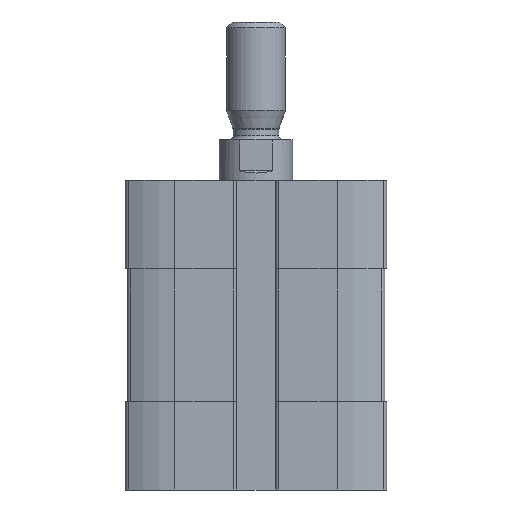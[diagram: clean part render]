
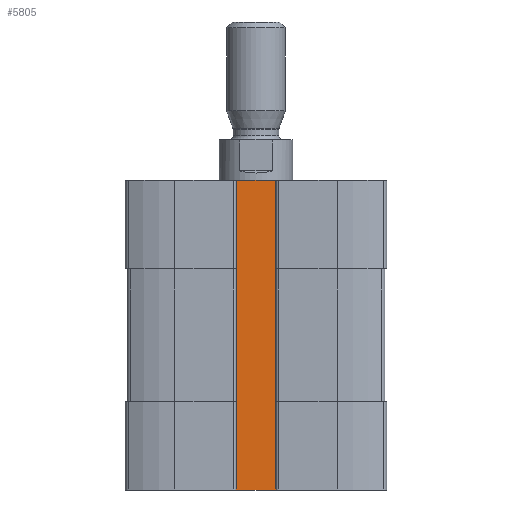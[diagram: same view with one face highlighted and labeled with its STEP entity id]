
A CAD part, front view. The second image highlights one B-rep face of the part: STEP entity #5805.
In plain terms, the highlighted planar face has unit normal (0, -1, 0).
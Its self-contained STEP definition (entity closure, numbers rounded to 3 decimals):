
#46=PLANE('',#6288);
#492=LINE('',#9245,#944);
#493=LINE('',#9247,#945);
#494=LINE('',#9249,#946);
#495=LINE('',#9251,#947);
#944=VECTOR('',#7213,1000.);
#945=VECTOR('',#7216,1000.);
#946=VECTOR('',#7217,1000.);
#947=VECTOR('',#7218,1000.);
#1606=ORIENTED_EDGE('',*,*,#3268,.F.);
#1607=ORIENTED_EDGE('',*,*,#3267,.F.);
#1608=ORIENTED_EDGE('',*,*,#3269,.T.);
#1609=ORIENTED_EDGE('',*,*,#3270,.T.);
#3267=EDGE_CURVE('',#4071,#4070,#492,.T.);
#3268=EDGE_CURVE('',#4070,#4072,#493,.T.);
#3269=EDGE_CURVE('',#4071,#4073,#494,.T.);
#3270=EDGE_CURVE('',#4073,#4072,#495,.T.);
#4070=VERTEX_POINT('',#9242);
#4071=VERTEX_POINT('',#9244);
#4072=VERTEX_POINT('',#9248);
#4073=VERTEX_POINT('',#9250);
#4823=EDGE_LOOP('',(#1606,#1607,#1608,#1609));
#5271=FACE_BOUND('',#4823,.T.);
#5805=ADVANCED_FACE('',(#5271),#46,.T.);
#6288=AXIS2_PLACEMENT_3D('',#9246,#7214,#7215);
#7213=DIRECTION('',(0.,0.,1.));
#7214=DIRECTION('',(0.,-1.,0.));
#7215=DIRECTION('',(0.,0.,-1.));
#7216=DIRECTION('',(1.,0.,0.));
#7217=DIRECTION('',(1.,0.,0.));
#7218=DIRECTION('',(0.,0.,1.));
#9242=CARTESIAN_POINT('',(-3.,-11.9,0.));
#9244=CARTESIAN_POINT('',(-3.,-11.9,-42.));
#9245=CARTESIAN_POINT('',(-3.,-11.9,-42.));
#9246=CARTESIAN_POINT('',(-3.,-11.9,-42.));
#9247=CARTESIAN_POINT('',(-3.,-11.9,0.));
#9248=CARTESIAN_POINT('',(3.,-11.9,0.));
#9249=CARTESIAN_POINT('',(-3.,-11.9,-42.));
#9250=CARTESIAN_POINT('',(3.,-11.9,-42.));
#9251=CARTESIAN_POINT('',(3.,-11.9,-42.));
